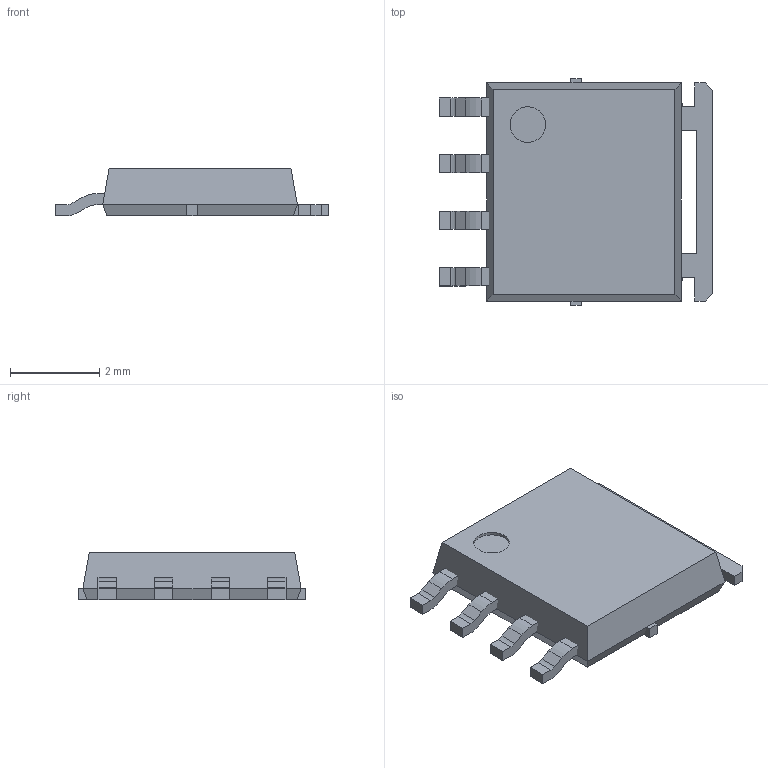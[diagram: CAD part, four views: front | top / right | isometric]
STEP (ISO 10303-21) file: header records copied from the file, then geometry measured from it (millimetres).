
FILE_DESCRIPTION(('FreeCAD Model'),'2;1');
FILE_NAME('Open CASCADE Shape Model','2024-07-30T20:48:13',(''),(''), 'Open CASCADE STEP processor 7.6','FreeCAD','Unknown');
FILE_SCHEMA(('AUTOMOTIVE_DESIGN { 1 0 10303 214 1 1 1 1 }'));
Length unit declared in the file: millimetre
Products named in the file (4): PowerPAK_SO_8L; body; pin5; pin1
Assembly tree (6 placements, depth 2):
  PowerPAK_SO_8L
    body
    pin5
    pin1  x4
Bounding box: 6.15 x 5.09 x 1.07 mm (x, y, z)
Volume: 25.2 mm3; surface area: 97.5 mm2
Topology: 6 solids, 6 shells, 104 faces, 269 edges, 178 vertices
Faces by surface type: plane 71, cylinder 17, bspline 16
Full cylindrical faces by diameter (mm): 0.8 x1
Entity records: 2131 total; most frequent: CARTESIAN_POINT 528, ORIENTED_EDGE 322, DIRECTION 281, EDGE_CURVE 161, LINE 143, VECTOR 143, VERTEX_POINT 106, AXIS2_PLACEMENT_3D 69
